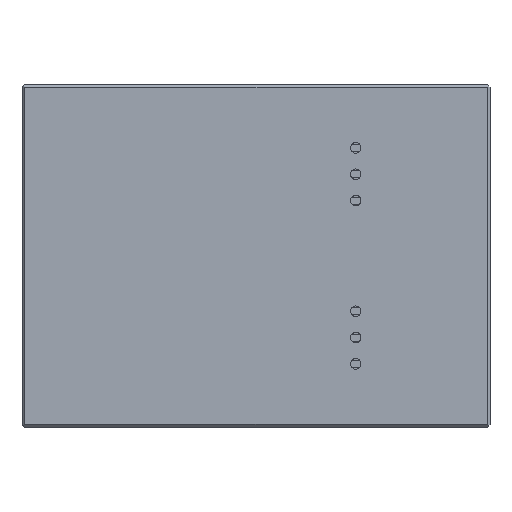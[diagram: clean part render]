
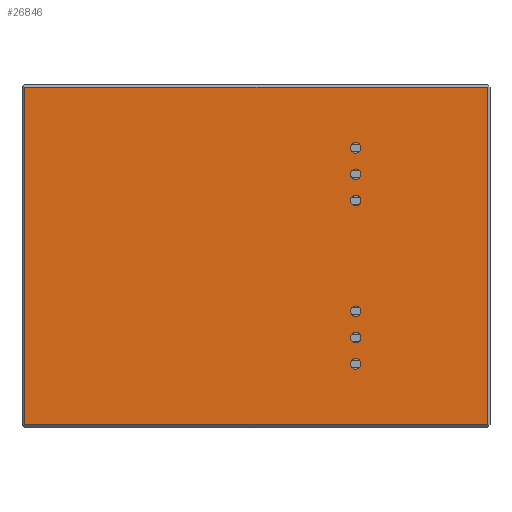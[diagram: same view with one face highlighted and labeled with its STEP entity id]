
A CAD part, top view. The second image highlights one B-rep face of the part: STEP entity #26846.
In plain terms, the highlighted face is planar.
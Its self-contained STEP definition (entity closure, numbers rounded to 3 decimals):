
#20887=CARTESIAN_POINT('',(12.8,12.3,0.));
#20888=DIRECTION('',(0.,0.,-1.));
#20889=DIRECTION('',(1.,0.,0.));
#20890=AXIS2_PLACEMENT_3D('',#20887,#20888,#20889);
#20896=CARTESIAN_POINT('',(12.8,12.3,0.));
#20897=DIRECTION('',(0.,0.,-1.));
#20898=DIRECTION('',(-1.,0.,0.));
#20899=AXIS2_PLACEMENT_3D('',#20896,#20897,#20898);
#20904=CARTESIAN_POINT('',(12.8,6.3,0.));
#20905=DIRECTION('',(0.,0.,-1.));
#20906=DIRECTION('',(1.,0.,0.));
#20907=AXIS2_PLACEMENT_3D('',#20904,#20905,#20906);
#20912=CARTESIAN_POINT('',(12.8,6.3,0.));
#20913=DIRECTION('',(0.,0.,-1.));
#20914=DIRECTION('',(-1.,0.,0.));
#20915=AXIS2_PLACEMENT_3D('',#20912,#20913,#20914);
#20920=CARTESIAN_POINT('',(12.8,9.3,0.));
#20921=DIRECTION('',(0.,0.,-1.));
#20922=DIRECTION('',(1.,0.,0.));
#20923=AXIS2_PLACEMENT_3D('',#20920,#20921,#20922);
#20928=CARTESIAN_POINT('',(12.8,9.3,0.));
#20929=DIRECTION('',(0.,0.,-1.));
#20930=DIRECTION('',(-1.,0.,0.));
#20931=AXIS2_PLACEMENT_3D('',#20928,#20929,#20930);
#20936=CARTESIAN_POINT('',(12.8,-6.3,0.));
#20937=DIRECTION('',(0.,0.,-1.));
#20938=DIRECTION('',(1.,0.,0.));
#20939=AXIS2_PLACEMENT_3D('',#20936,#20937,#20938);
#20944=CARTESIAN_POINT('',(12.8,-6.3,0.));
#20945=DIRECTION('',(0.,0.,-1.));
#20946=DIRECTION('',(-1.,0.,0.));
#20947=AXIS2_PLACEMENT_3D('',#20944,#20945,#20946);
#20952=CARTESIAN_POINT('',(12.8,-9.3,0.));
#20953=DIRECTION('',(0.,0.,-1.));
#20954=DIRECTION('',(1.,0.,0.));
#20955=AXIS2_PLACEMENT_3D('',#20952,#20953,#20954);
#20960=CARTESIAN_POINT('',(12.8,-9.3,0.));
#20961=DIRECTION('',(0.,0.,-1.));
#20962=DIRECTION('',(-1.,0.,0.));
#20963=AXIS2_PLACEMENT_3D('',#20960,#20961,#20962);
#20968=CARTESIAN_POINT('',(12.8,-12.3,0.));
#20969=DIRECTION('',(0.,0.,-1.));
#20970=DIRECTION('',(1.,0.,0.));
#20971=AXIS2_PLACEMENT_3D('',#20968,#20969,#20970);
#20976=CARTESIAN_POINT('',(12.8,-12.3,0.));
#20977=DIRECTION('',(0.,0.,-1.));
#20978=DIRECTION('',(-1.,0.,0.));
#20979=AXIS2_PLACEMENT_3D('',#20976,#20977,#20978);
#20984=DIRECTION('',(0.,-1.,0.));
#20985=VECTOR('',#20984,38.4);
#20986=CARTESIAN_POINT('',(27.8,19.2,0.));
#20987=LINE('',#20986,#20985);
#20991=DIRECTION('',(1.,0.,0.));
#20992=VECTOR('',#20991,52.7);
#20993=CARTESIAN_POINT('',(-24.9,19.2,0.));
#20994=LINE('',#20993,#20992);
#20998=DIRECTION('',(0.,1.,0.));
#20999=VECTOR('',#20998,38.4);
#21000=CARTESIAN_POINT('',(-24.9,-19.2,0.));
#21001=LINE('',#21000,#20999);
#21005=DIRECTION('',(-1.,0.,0.));
#21006=VECTOR('',#21005,52.7);
#21007=CARTESIAN_POINT('',(27.8,-19.2,0.));
#21008=LINE('',#21007,#21006);
#26013=CARTESIAN_POINT('',(13.4,12.3,0.));
#26014=CARTESIAN_POINT('',(12.2,12.3,0.));
#26015=VERTEX_POINT('',#26013);
#26016=VERTEX_POINT('',#26014);
#26017=CARTESIAN_POINT('',(13.4,6.3,0.));
#26018=CARTESIAN_POINT('',(12.2,6.3,0.));
#26019=VERTEX_POINT('',#26017);
#26020=VERTEX_POINT('',#26018);
#26021=CARTESIAN_POINT('',(13.4,9.3,0.));
#26022=CARTESIAN_POINT('',(12.2,9.3,0.));
#26023=VERTEX_POINT('',#26021);
#26024=VERTEX_POINT('',#26022);
#26025=CARTESIAN_POINT('',(27.8,19.2,0.));
#26026=CARTESIAN_POINT('',(27.8,-19.2,0.));
#26027=VERTEX_POINT('',#26025);
#26028=VERTEX_POINT('',#26026);
#26037=CARTESIAN_POINT('',(-24.9,19.2,0.));
#26038=VERTEX_POINT('',#26037);
#26043=CARTESIAN_POINT('',(-24.9,-19.2,0.));
#26044=VERTEX_POINT('',#26043);
#26299=CARTESIAN_POINT('',(13.4,-6.3,0.));
#26300=CARTESIAN_POINT('',(12.2,-6.3,0.));
#26301=VERTEX_POINT('',#26299);
#26302=VERTEX_POINT('',#26300);
#26303=CARTESIAN_POINT('',(13.4,-9.3,0.));
#26304=CARTESIAN_POINT('',(12.2,-9.3,0.));
#26305=VERTEX_POINT('',#26303);
#26306=VERTEX_POINT('',#26304);
#26307=CARTESIAN_POINT('',(13.4,-12.3,0.));
#26308=CARTESIAN_POINT('',(12.2,-12.3,0.));
#26309=VERTEX_POINT('',#26307);
#26310=VERTEX_POINT('',#26308);
#26795=CARTESIAN_POINT('',(0.,0.,0.));
#26796=DIRECTION('',(0.,0.,1.));
#26797=DIRECTION('',(1.,0.,0.));
#26798=AXIS2_PLACEMENT_3D('',#26795,#26796,#26797);
#26799=PLANE('',#26798);
#26801=ORIENTED_EDGE('',*,*,#26800,.F.);
#26803=ORIENTED_EDGE('',*,*,#26802,.F.);
#26805=ORIENTED_EDGE('',*,*,#26804,.F.);
#26807=ORIENTED_EDGE('',*,*,#26806,.F.);
#26808=EDGE_LOOP('',(#26801,#26803,#26805,#26807));
#26809=FACE_OUTER_BOUND('',#26808,.F.);
#26811=ORIENTED_EDGE('',*,*,#26810,.T.);
#26813=ORIENTED_EDGE('',*,*,#26812,.T.);
#26814=EDGE_LOOP('',(#26811,#26813));
#26815=FACE_BOUND('',#26814,.F.);
#26817=ORIENTED_EDGE('',*,*,#26816,.T.);
#26819=ORIENTED_EDGE('',*,*,#26818,.T.);
#26820=EDGE_LOOP('',(#26817,#26819));
#26821=FACE_BOUND('',#26820,.F.);
#26823=ORIENTED_EDGE('',*,*,#26822,.T.);
#26825=ORIENTED_EDGE('',*,*,#26824,.T.);
#26826=EDGE_LOOP('',(#26823,#26825));
#26827=FACE_BOUND('',#26826,.F.);
#26829=ORIENTED_EDGE('',*,*,#26828,.T.);
#26831=ORIENTED_EDGE('',*,*,#26830,.T.);
#26832=EDGE_LOOP('',(#26829,#26831));
#26833=FACE_BOUND('',#26832,.F.);
#26835=ORIENTED_EDGE('',*,*,#26834,.T.);
#26837=ORIENTED_EDGE('',*,*,#26836,.T.);
#26838=EDGE_LOOP('',(#26835,#26837));
#26839=FACE_BOUND('',#26838,.F.);
#26841=ORIENTED_EDGE('',*,*,#26840,.T.);
#26843=ORIENTED_EDGE('',*,*,#26842,.T.);
#26844=EDGE_LOOP('',(#26841,#26843));
#26845=FACE_BOUND('',#26844,.F.);
#20891=CIRCLE('',#20890,0.6);
#20900=CIRCLE('',#20899,0.6);
#20908=CIRCLE('',#20907,0.6);
#20916=CIRCLE('',#20915,0.6);
#20924=CIRCLE('',#20923,0.6);
#20932=CIRCLE('',#20931,0.6);
#20940=CIRCLE('',#20939,0.6);
#20948=CIRCLE('',#20947,0.6);
#20956=CIRCLE('',#20955,0.6);
#20964=CIRCLE('',#20963,0.6);
#20972=CIRCLE('',#20971,0.6);
#20980=CIRCLE('',#20979,0.6);
#26800=EDGE_CURVE('',#26027,#26028,#20987,.T.);
#26802=EDGE_CURVE('',#26038,#26027,#20994,.T.);
#26804=EDGE_CURVE('',#26044,#26038,#21001,.T.);
#26806=EDGE_CURVE('',#26028,#26044,#21008,.T.);
#26810=EDGE_CURVE('',#26019,#26020,#20908,.T.);
#26812=EDGE_CURVE('',#26020,#26019,#20916,.T.);
#26816=EDGE_CURVE('',#26023,#26024,#20924,.T.);
#26818=EDGE_CURVE('',#26024,#26023,#20932,.T.);
#26822=EDGE_CURVE('',#26301,#26302,#20940,.T.);
#26824=EDGE_CURVE('',#26302,#26301,#20948,.T.);
#26828=EDGE_CURVE('',#26305,#26306,#20956,.T.);
#26830=EDGE_CURVE('',#26306,#26305,#20964,.T.);
#26834=EDGE_CURVE('',#26309,#26310,#20972,.T.);
#26836=EDGE_CURVE('',#26310,#26309,#20980,.T.);
#26840=EDGE_CURVE('',#26015,#26016,#20891,.T.);
#26842=EDGE_CURVE('',#26016,#26015,#20900,.T.);
#26846=ADVANCED_FACE('',(#26809,#26815,#26821,#26827,#26833,#26839,#26845),
#26799,.F.);
